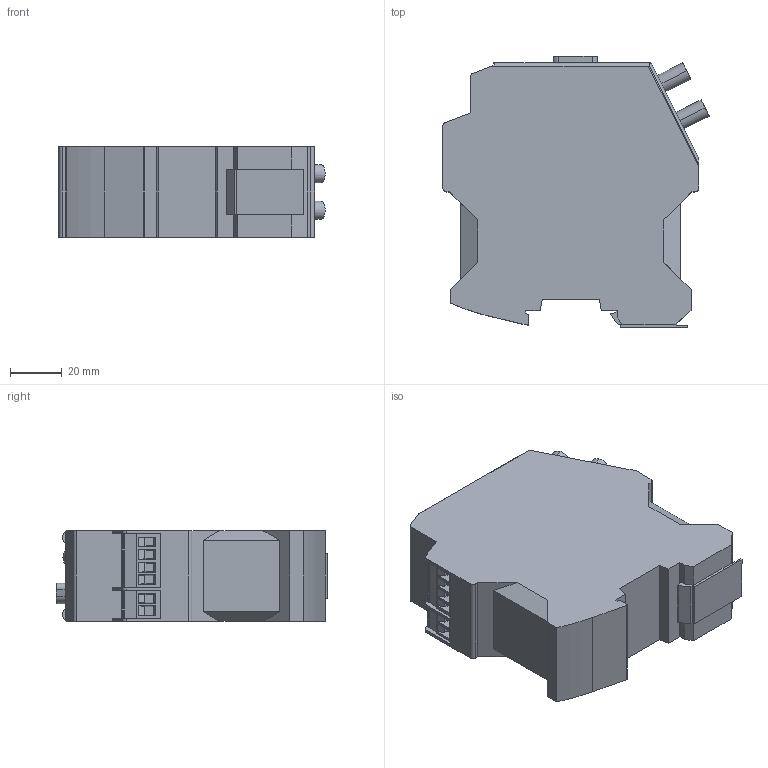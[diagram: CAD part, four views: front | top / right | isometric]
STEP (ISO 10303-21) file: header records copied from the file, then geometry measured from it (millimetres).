
FILE_DESCRIPTION(('SolidDesigner STEP Export'),'2;1');
FILE_NAME('2708614_PSI_MOS_PROFIB_FO_850_T_SO_select.stp','2013-12-10T13:44:37',(''),(''),'Creo Elements/Direct Modeling STEP processor for AP214 (Solid Model)','Creo Elements/Direct Modeling 18.1B 29-Sep-2012 (C) Parametric Technology GmbH','');
FILE_SCHEMA(('AUTOMOTIVE_DESIGN { 1 0 10303 214 1 1 1 1 }'));
Length unit declared in the file: millimetre
Products named in the file (2): 2708614_PSI_MOS_PROFIB_FO_850_T_SO_select
Assembly tree (1 placements, depth 2):
  2708614_PSI_MOS_PROFIB_FO_850_T_SO_select
    2708614_PSI_MOS_PROFIB_FO_850_T_SO_select
Bounding box: 103.04 x 105 x 35.2 mm (x, y, z)
Volume: 294209.1 mm3; surface area: 32926.6 mm2
Topology: 1 solids, 1 shells, 213 faces, 557 edges, 370 vertices
Faces by surface type: plane 157, cylinder 56
Entity records: 8015 total; most frequent: ORIENTED_EDGE 1114, CARTESIAN_POINT 1091, DIRECTION 1007, EDGE_CURVE 557, VECTOR 435, LINE 435, VERTEX_POINT 370, AXIS2_PLACEMENT_3D 286
